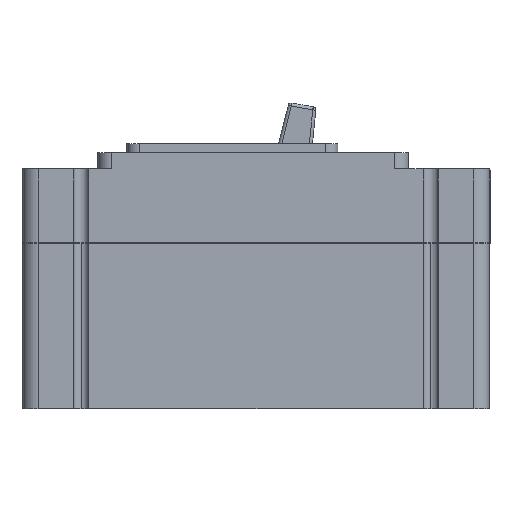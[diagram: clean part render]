
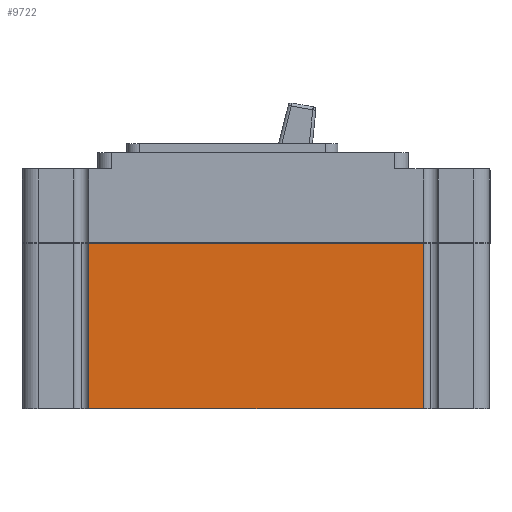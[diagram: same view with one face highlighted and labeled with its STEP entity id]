
A CAD part, left-side view. The second image highlights one B-rep face of the part: STEP entity #9722.
In plain terms, the highlighted planar face has unit normal (-1, 0, 0).
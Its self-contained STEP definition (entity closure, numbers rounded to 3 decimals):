
#19 = DIRECTION ( 'NONE',  ( 0., 0., 1. ) ) ;
#222 = DIRECTION ( 'NONE',  ( 0., -1., 0. ) ) ;
#1147 = LINE ( 'NONE', #23497, #11448 ) ;
#2337 = VERTEX_POINT ( 'NONE', #10589 ) ;
#3458 = VECTOR ( 'NONE', #16991, 1000. ) ;
#3663 = CARTESIAN_POINT ( 'NONE',  ( -52.39, 54.65, -54. ) ) ;
#3787 = VECTOR ( 'NONE', #19799, 1000. ) ;
#3918 = EDGE_CURVE ( 'NONE', #2337, #14491, #18052, .T. ) ;
#4131 = CARTESIAN_POINT ( 'NONE',  ( -52.39, -54.65, -54. ) ) ;
#4252 = EDGE_CURVE ( 'NONE', #2337, #13095, #17119, .T. ) ;
#5998 = ORIENTED_EDGE ( 'NONE', *, *, #17772, .T. ) ;
#6167 = EDGE_LOOP ( 'NONE', ( #6429, #9703, #10910, #5998 ) ) ;
#6429 = ORIENTED_EDGE ( 'NONE', *, *, #7126, .F. ) ;
#6716 = CARTESIAN_POINT ( 'NONE',  ( -52.39, -54.65, 0.5 ) ) ;
#7126 = EDGE_CURVE ( 'NONE', #14491, #21812, #14570, .T. ) ;
#9703 = ORIENTED_EDGE ( 'NONE', *, *, #3918, .F. ) ;
#9722 = ADVANCED_FACE ( 'NONE', ( #11106 ), #13400, .T. ) ;
#10589 = CARTESIAN_POINT ( 'NONE',  ( -52.39, 54.65, -54. ) ) ;
#10910 = ORIENTED_EDGE ( 'NONE', *, *, #4252, .T. ) ;
#11106 = FACE_OUTER_BOUND ( 'NONE', #6167, .T. ) ;
#11448 = VECTOR ( 'NONE', #12276, 1000. ) ;
#11593 = DIRECTION ( 'NONE',  ( -1., 0., 0. ) ) ;
#12276 = DIRECTION ( 'NONE',  ( 0., 0., 1. ) ) ;
#12859 = CARTESIAN_POINT ( 'NONE',  ( -52.39, -54.65, 0.5 ) ) ;
#13095 = VERTEX_POINT ( 'NONE', #15793 ) ;
#13400 = PLANE ( 'NONE',  #21920 ) ;
#14491 = VERTEX_POINT ( 'NONE', #19800 ) ;
#14570 = LINE ( 'NONE', #6716, #3787 ) ;
#15793 = CARTESIAN_POINT ( 'NONE',  ( -52.39, -54.65, -54. ) ) ;
#16531 = VECTOR ( 'NONE', #222, 1000. ) ;
#16991 = DIRECTION ( 'NONE',  ( 0., 0., 1. ) ) ;
#17119 = LINE ( 'NONE', #4131, #16531 ) ;
#17171 = CARTESIAN_POINT ( 'NONE',  ( -52.39, -54.65, -54. ) ) ;
#17772 = EDGE_CURVE ( 'NONE', #13095, #21812, #1147, .T. ) ;
#18052 = LINE ( 'NONE', #3663, #3458 ) ;
#19799 = DIRECTION ( 'NONE',  ( 0., -1., 0. ) ) ;
#19800 = CARTESIAN_POINT ( 'NONE',  ( -52.39, 54.65, 0.5 ) ) ;
#21812 = VERTEX_POINT ( 'NONE', #12859 ) ;
#21920 = AXIS2_PLACEMENT_3D ( 'NONE', #17171, #11593, #19 ) ;
#23497 = CARTESIAN_POINT ( 'NONE',  ( -52.39, -54.65, -54. ) ) ;
